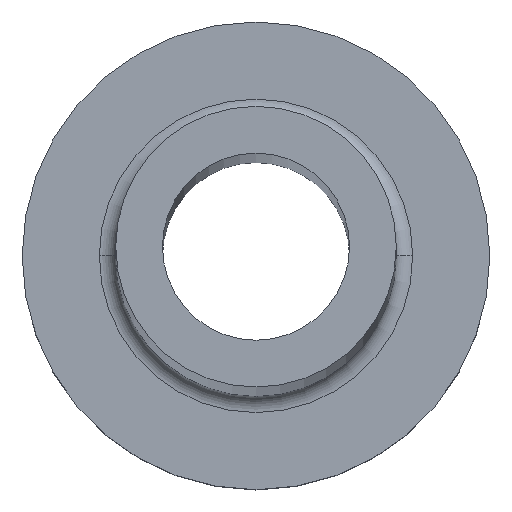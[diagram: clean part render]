
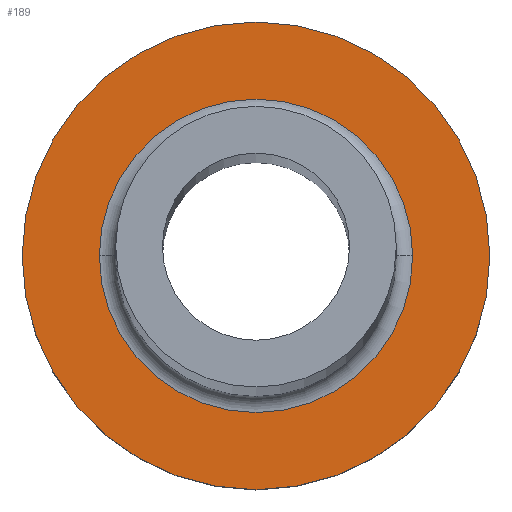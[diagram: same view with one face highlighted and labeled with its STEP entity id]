
A CAD part, top view. The second image highlights one B-rep face of the part: STEP entity #189.
In plain terms, the highlighted planar face has unit normal (0, 0, 1).
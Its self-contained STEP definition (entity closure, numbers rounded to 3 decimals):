
#2 = FACE_BOUND ( 'NONE', #28, .T. ) ;
#3 = DIRECTION ( 'NONE',  ( 0., 0., 1. ) ) ;
#15 = AXIS2_PLACEMENT_3D ( 'NONE', #267, #3, #125 ) ;
#20 = DIRECTION ( 'NONE',  ( 1., 0., 0. ) ) ;
#28 = EDGE_LOOP ( 'NONE', ( #200, #83 ) ) ;
#29 = FACE_OUTER_BOUND ( 'NONE', #116, .T. ) ;
#35 = CARTESIAN_POINT ( 'NONE',  ( 10., 0., 7. ) ) ;
#37 = CARTESIAN_POINT ( 'NONE',  ( -10., 0., 7. ) ) ;
#42 = DIRECTION ( 'NONE',  ( 0., 0., 1. ) ) ;
#71 = DIRECTION ( 'NONE',  ( 0., 0., -1. ) ) ;
#77 = VERTEX_POINT ( 'NONE', #35 ) ;
#78 = CARTESIAN_POINT ( 'NONE',  ( 0., 0., 7. ) ) ;
#83 = ORIENTED_EDGE ( 'NONE', *, *, #363, .T. ) ;
#86 = ORIENTED_EDGE ( 'NONE', *, *, #370, .T. ) ;
#99 = AXIS2_PLACEMENT_3D ( 'NONE', #306, #156, #275 ) ;
#110 = CARTESIAN_POINT ( 'NONE',  ( 6.7, 0., 7. ) ) ;
#116 = EDGE_LOOP ( 'NONE', ( #86, #333 ) ) ;
#125 = DIRECTION ( 'NONE',  ( 1., 0., 0. ) ) ;
#137 = CARTESIAN_POINT ( 'NONE',  ( -6.7, 0., 7. ) ) ;
#148 = PLANE ( 'NONE',  #15 ) ;
#156 = DIRECTION ( 'NONE',  ( 0., 0., -1. ) ) ;
#158 = CIRCLE ( 'NONE', #209, 10. ) ;
#180 = AXIS2_PLACEMENT_3D ( 'NONE', #78, #71, #190 ) ;
#189 = ADVANCED_FACE ( 'NONE', ( #2, #29 ), #148, .T. ) ;
#190 = DIRECTION ( 'NONE',  ( 1., 0., 0. ) ) ;
#200 = ORIENTED_EDGE ( 'NONE', *, *, #279, .T. ) ;
#203 = CIRCLE ( 'NONE', #300, 10. ) ;
#209 = AXIS2_PLACEMENT_3D ( 'NONE', #366, #42, #313 ) ;
#213 = VERTEX_POINT ( 'NONE', #110 ) ;
#227 = CARTESIAN_POINT ( 'NONE',  ( 0., 0., 7. ) ) ;
#267 = CARTESIAN_POINT ( 'NONE',  ( 0., 0., 7. ) ) ;
#270 = CIRCLE ( 'NONE', #180, 6.7 ) ;
#275 = DIRECTION ( 'NONE',  ( 1., 0., 0. ) ) ;
#279 = EDGE_CURVE ( 'NONE', #213, #336, #270, .T. ) ;
#300 = AXIS2_PLACEMENT_3D ( 'NONE', #227, #347, #20 ) ;
#306 = CARTESIAN_POINT ( 'NONE',  ( 0., 0., 7. ) ) ;
#313 = DIRECTION ( 'NONE',  ( 1., 0., 0. ) ) ;
#322 = EDGE_CURVE ( 'NONE', #77, #350, #158, .T. ) ;
#333 = ORIENTED_EDGE ( 'NONE', *, *, #322, .T. ) ;
#336 = VERTEX_POINT ( 'NONE', #137 ) ;
#347 = DIRECTION ( 'NONE',  ( 0., 0., 1. ) ) ;
#350 = VERTEX_POINT ( 'NONE', #37 ) ;
#363 = EDGE_CURVE ( 'NONE', #336, #213, #374, .T. ) ;
#366 = CARTESIAN_POINT ( 'NONE',  ( 0., 0., 7. ) ) ;
#370 = EDGE_CURVE ( 'NONE', #350, #77, #203, .T. ) ;
#374 = CIRCLE ( 'NONE', #99, 6.7 ) ;
